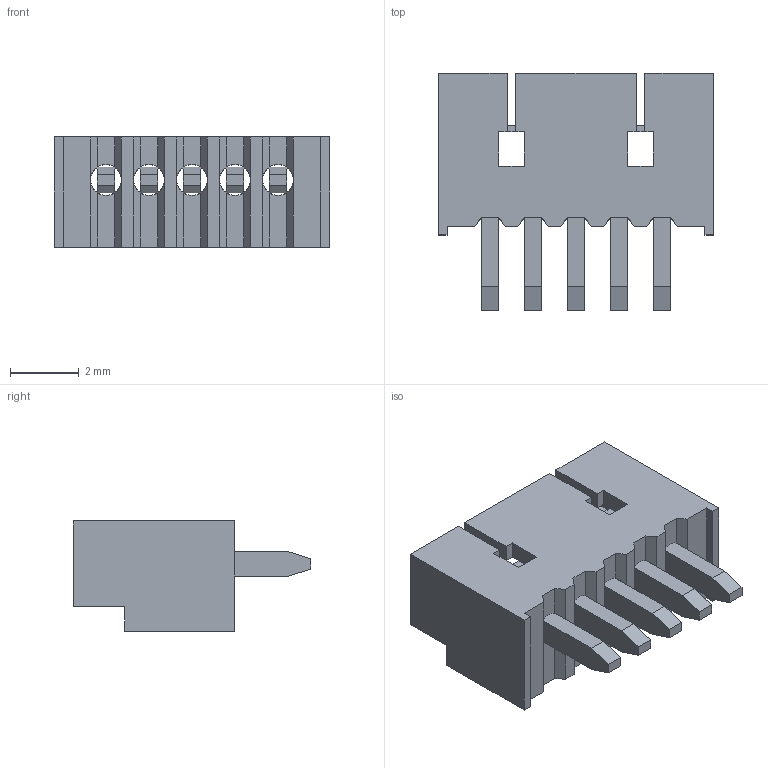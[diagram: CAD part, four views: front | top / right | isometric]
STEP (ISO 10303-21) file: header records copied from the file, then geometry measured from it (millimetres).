
FILE_DESCRIPTION(/* description */ (''),/* implementation_level */ '2;1');
FILE_NAME(/* name */ 'JST connector 1x5 P1.25mm thru hole wafer A2.step',/* time_stamp */ '2020-02-06T22:47:20+11:00',/* author */ (''),/* organization */ (''),/* preprocessor_version */ 'ST-DEVELOPER v18',/* originating_system */ 'Autodesk Translation Framework v8.12.0.6',/* authorisation */ '');
FILE_SCHEMA (('AUTOMOTIVE_DESIGN { 1 0 10303 214 3 1 1 }'));
Length unit declared in the file: millimetre
Products named in the file (2): JST connector 1x5  P1.25mm thru hole wafer A2; pins
Assembly tree (1 placements, depth 2):
  JST connector 1x5  P1.25mm thru hole wafer A2
    pins
Bounding box: 8 x 6.9 x 3.2 mm (x, y, z)
Volume: 48.6 mm3; surface area: 277.7 mm2
Topology: 6 solids, 6 shells, 150 faces, 394 edges, 251 vertices
Faces by surface type: plane 145, cylinder 5
Full cylindrical faces by diameter (mm): 0.9 x5
Entity records: 4605 total; most frequent: CARTESIAN_POINT 798, ORIENTED_EDGE 788, DIRECTION 735, EDGE_CURVE 394, LINE 359, VECTOR 359, VERTEX_POINT 251, AXIS2_PLACEMENT_3D 188
